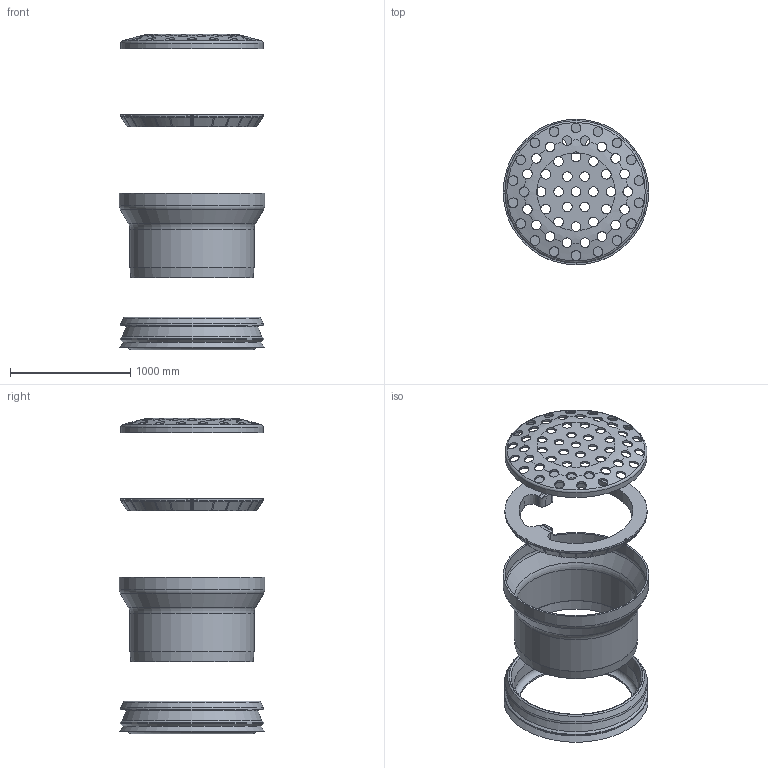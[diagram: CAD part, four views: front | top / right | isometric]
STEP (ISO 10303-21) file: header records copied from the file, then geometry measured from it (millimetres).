
FILE_DESCRIPTION(/* description */ (''),/* implementation_level */ '2;1');
FILE_NAME(/* name */ '21411.070X_3D.stp',/* time_stamp */ '2024-12-12T08:16:54+01:00',/* author */ ('CAD'),/* organization */ (''),/* preprocessor_version */ 'ST-DEVELOPER v20',/* originating_system */ 'AutoCAD Mechanical',/* authorisation */ '');
FILE_SCHEMA (('AUTOMOTIVE_DESIGN { 1 0 10303 214 3 1 1 }'));
Length unit declared in the file: centimetre
Products named in the file (2): Product; *S0
Assembly tree (1 placements, depth 2):
  Product
    *S0
Bounding box: 1210 x 1210 x 2620 mm (x, y, z)
Volume: 135054612.1 mm3; surface area: 11412995.1 mm2
Topology: 4 solids, 4 shells, 321 faces, 1143 edges, 777 vertices
Faces by surface type: cylinder 110, plane 109, cone 54, torus 38, bspline 10
Full cylindrical faces by diameter (mm): 80 x55, 950 x1, 1000 x1, 1030 x1, 1036 x1, 1150 x1, 1180 x2, 1190 x1, 1210 x1
Entity records: 17574 total; most frequent: CARTESIAN_POINT 7794, ORIENTED_EDGE 2278, DIRECTION 1836, EDGE_CURVE 1139, VERTEX_POINT 769, AXIS2_PLACEMENT_3D 697, LINE 442, VECTOR 442
